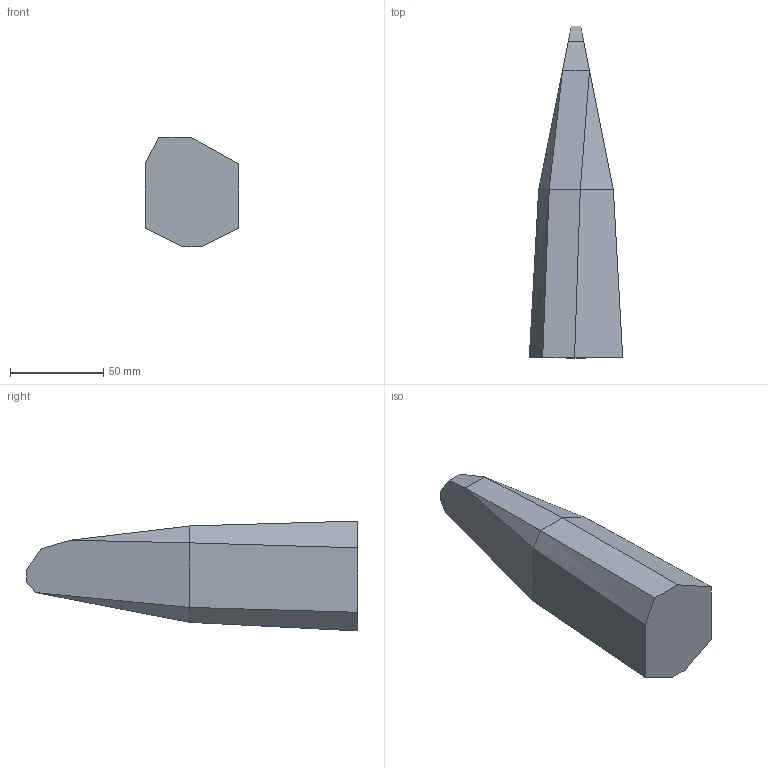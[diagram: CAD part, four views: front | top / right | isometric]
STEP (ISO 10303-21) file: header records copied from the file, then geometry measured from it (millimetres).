
FILE_DESCRIPTION(('FreeCAD Model'),'2;1');
FILE_NAME('o-cat_nose.step', '2020-05-09T00:34:59',('Author'),(''), 'Open CASCADE STEP processor 7.3','FreeCAD','Unknown');
FILE_SCHEMA(('AUTOMOTIVE_DESIGN { 1 0 10303 214 1 1 1 1 }'));
Length unit declared in the file: millimetre
Products named in the file (1): Pocket001
Bounding box: 50 x 177.71 x 58.84 mm (x, y, z)
Volume: 269785.7 mm3; surface area: 27886 mm2
Topology: 1 solids, 1 shells, 21 faces, 49 edges, 26 vertices
Faces by surface type: bspline 12, plane 9
Entity records: 1101 total; most frequent: CARTESIAN_POINT 267, DIRECTION 107, ORIENTED_EDGE 90, PCURVE 90, DEFINITIONAL_REPRESENTATION 90, LINE 87, VECTOR 87, B_SPLINE_CURVE_WITH_KNOTS 48
